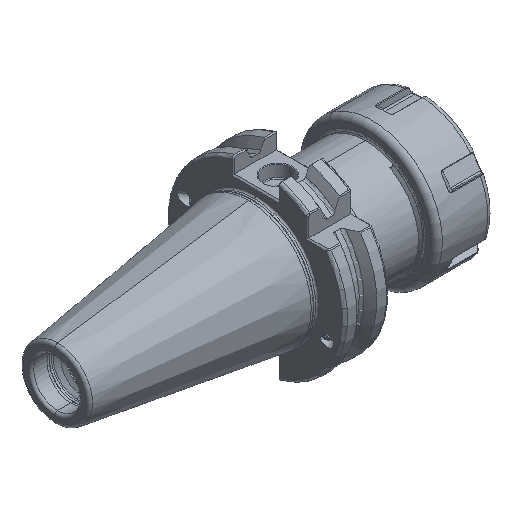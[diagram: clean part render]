
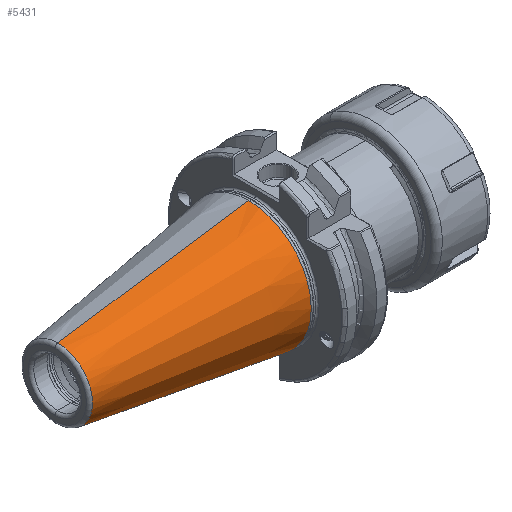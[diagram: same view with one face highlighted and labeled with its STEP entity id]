
A CAD part, isometric view. The second image highlights one B-rep face of the part: STEP entity #5431.
In plain terms, the highlighted conical face has half-angle 8.297 degrees and reference radius 22.692 mm.
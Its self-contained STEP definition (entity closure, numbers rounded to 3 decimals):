
#491 = ORIENTED_EDGE ( 'NONE', *, *, #25682, .T. ) ;
#492 = ORIENTED_EDGE ( 'NONE', *, *, #6284, .T. ) ;
#501 = ORIENTED_EDGE ( 'NONE', *, *, #25751, .F. ) ;
#524 = ORIENTED_EDGE ( 'NONE', *, *, #6241, .F. ) ;
#1434 = DIRECTION ( 'NONE',  ( 1., 0., 0. ) ) ;
#1444 = DIRECTION ( 'NONE',  ( 0., 0., -1. ) ) ;
#1457 = CARTESIAN_POINT ( 'NONE',  ( 0., 0., 0. ) ) ;
#3204 = CIRCLE ( 'NONE', #5607, 12.4 ) ;
#3260 = CIRCLE ( 'NONE', #5595, 22.327 ) ;
#3603 = VECTOR ( 'NONE', #29534, 1000. ) ;
#3606 = LINE ( 'NONE', #29545, #3603 ) ;
#3657 = VECTOR ( 'NONE', #29749, 1000. ) ;
#3686 = LINE ( 'NONE', #29725, #3657 ) ;
#5431 = ADVANCED_FACE ( 'NONE', ( #18437 ), #18444, .T. ) ;
#5595 = AXIS2_PLACEMENT_3D ( 'NONE', #23291, #23259, #23298 ) ;
#5607 = AXIS2_PLACEMENT_3D ( 'NONE', #17728, #17677, #17678 ) ;
#5712 = AXIS2_PLACEMENT_3D ( 'NONE', #1457, #1434, #1444 ) ;
#6241 = EDGE_CURVE ( 'NONE', #30165, #17067, #3606, .T. ) ;
#6284 = EDGE_CURVE ( 'NONE', #30160, #17050, #3686, .T. ) ;
#7767 = CARTESIAN_POINT ( 'NONE',  ( -2.5, 0., -22.327 ) ) ;
#7771 = CARTESIAN_POINT ( 'NONE',  ( -2.5, 0., 22.327 ) ) ;
#17050 = VERTEX_POINT ( 'NONE', #7767 ) ;
#17067 = VERTEX_POINT ( 'NONE', #7771 ) ;
#17677 = DIRECTION ( 'NONE',  ( 1., 0., 0. ) ) ;
#17678 = DIRECTION ( 'NONE',  ( 0., 0., 1. ) ) ;
#17728 = CARTESIAN_POINT ( 'NONE',  ( -70.573, 0., 0. ) ) ;
#18437 = FACE_OUTER_BOUND ( 'NONE', #26010, .T. ) ;
#18444 = CONICAL_SURFACE ( 'NONE', #5712, 22.692, 0.145 ) ;
#23259 = DIRECTION ( 'NONE',  ( 1., 0., 0. ) ) ;
#23291 = CARTESIAN_POINT ( 'NONE',  ( -2.5, 0., 0. ) ) ;
#23298 = DIRECTION ( 'NONE',  ( 0., 0., -1. ) ) ;
#23747 = CARTESIAN_POINT ( 'NONE',  ( -70.573, 0., -12.4 ) ) ;
#23777 = CARTESIAN_POINT ( 'NONE',  ( -70.573, 0., 12.4 ) ) ;
#25682 = EDGE_CURVE ( 'NONE', #30165, #30160, #3204, .T. ) ;
#25751 = EDGE_CURVE ( 'NONE', #17067, #17050, #3260, .T. ) ;
#26010 = EDGE_LOOP ( 'NONE', ( #524, #491, #492, #501 ) ) ;
#29534 = DIRECTION ( 'NONE',  ( 0.99, 0., 0.144 ) ) ;
#29545 = CARTESIAN_POINT ( 'NONE',  ( 0., 0., 22.692 ) ) ;
#29725 = CARTESIAN_POINT ( 'NONE',  ( 0., 0., -22.692 ) ) ;
#29749 = DIRECTION ( 'NONE',  ( 0.99, 0., -0.144 ) ) ;
#30160 = VERTEX_POINT ( 'NONE', #23747 ) ;
#30165 = VERTEX_POINT ( 'NONE', #23777 ) ;
